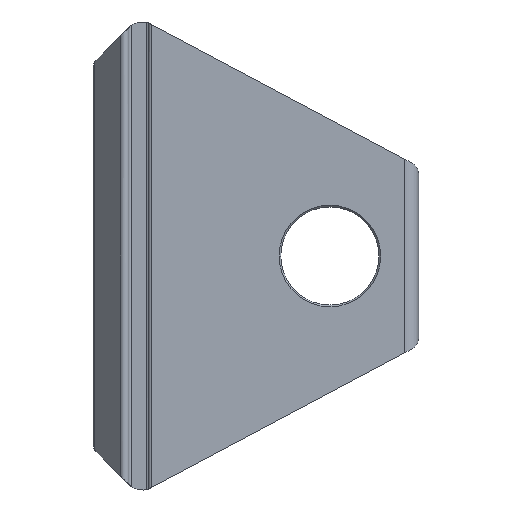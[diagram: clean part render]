
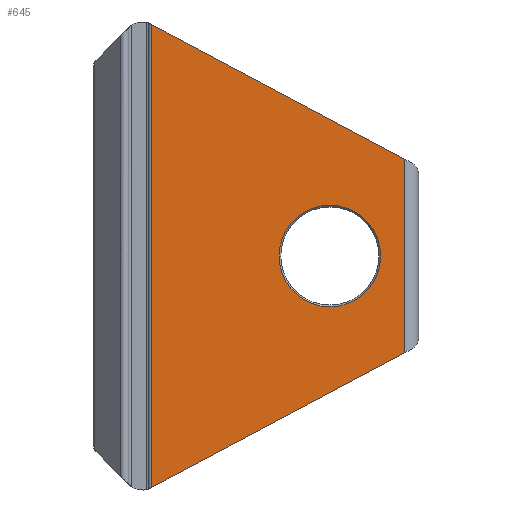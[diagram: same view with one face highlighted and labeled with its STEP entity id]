
A CAD part, left-side view. The second image highlights one B-rep face of the part: STEP entity #645.
In plain terms, the highlighted planar face has unit normal (-1, 0, 0).
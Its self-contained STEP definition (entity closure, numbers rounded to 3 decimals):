
#90=CIRCLE('',#707,5.43);
#141=ORIENTED_EDGE('',*,*,#325,.T.);
#142=ORIENTED_EDGE('',*,*,#322,.T.);
#143=ORIENTED_EDGE('',*,*,#326,.T.);
#144=ORIENTED_EDGE('',*,*,#327,.F.);
#145=ORIENTED_EDGE('',*,*,#328,.T.);
#322=EDGE_CURVE('',#412,#411,#466,.T.);
#325=EDGE_CURVE('',#414,#414,#90,.T.);
#326=EDGE_CURVE('',#411,#415,#467,.T.);
#327=EDGE_CURVE('',#416,#415,#468,.T.);
#328=EDGE_CURVE('',#416,#412,#469,.T.);
#411=VERTEX_POINT('',#1032);
#412=VERTEX_POINT('',#1034);
#414=VERTEX_POINT('',#1043);
#415=VERTEX_POINT('',#1045);
#416=VERTEX_POINT('',#1047);
#466=LINE('',#1033,#512);
#467=LINE('',#1044,#513);
#468=LINE('',#1046,#514);
#469=LINE('',#1048,#515);
#512=VECTOR('',#813,1000.);
#513=VECTOR('',#820,1000.);
#514=VECTOR('',#821,1000.);
#515=VECTOR('',#822,1000.);
#547=EDGE_LOOP('',(#141));
#548=EDGE_LOOP('',(#142,#143,#144,#145));
#589=FACE_BOUND('',#547,.T.);
#590=FACE_BOUND('',#548,.T.);
#627=PLANE('',#706);
#645=ADVANCED_FACE('',(#589,#590),#627,.F.);
#706=AXIS2_PLACEMENT_3D('',#1041,#816,#817);
#707=AXIS2_PLACEMENT_3D('',#1042,#818,#819);
#813=DIRECTION('',(0.,0.,-1.));
#816=DIRECTION('',(1.,0.,0.));
#817=DIRECTION('',(0.,0.,-1.));
#818=DIRECTION('',(1.,0.,0.));
#819=DIRECTION('',(0.,0.,-1.));
#820=DIRECTION('',(0.,-0.883,0.469));
#821=DIRECTION('',(0.,0.,-1.));
#822=DIRECTION('',(0.,0.883,0.469));
#1032=CARTESIAN_POINT('',(-2.75,28.585,-24.759));
#1033=CARTESIAN_POINT('',(-2.75,28.585,26.));
#1034=CARTESIAN_POINT('',(-2.75,28.585,24.759));
#1041=CARTESIAN_POINT('',(-2.75,28.585,26.));
#1042=CARTESIAN_POINT('',(-2.75,9.5,0.));
#1043=CARTESIAN_POINT('',(-2.75,9.5,-5.43));
#1044=CARTESIAN_POINT('',(-2.75,7.544,-13.571));
#1045=CARTESIAN_POINT('',(-2.75,1.5,-10.358));
#1046=CARTESIAN_POINT('',(-2.75,1.5,26.));
#1047=CARTESIAN_POINT('',(-2.75,1.5,10.358));
#1048=CARTESIAN_POINT('',(-2.75,29.099,25.032));
